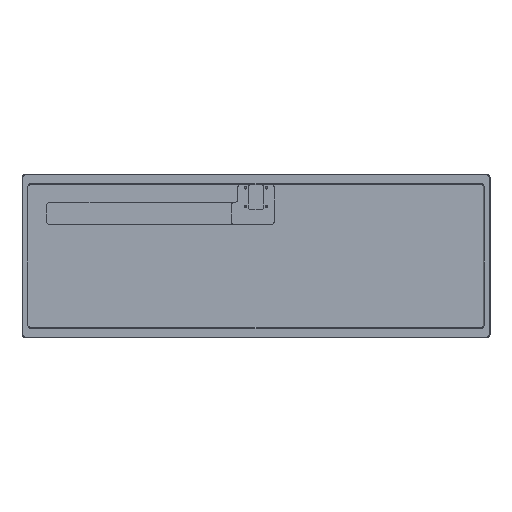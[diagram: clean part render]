
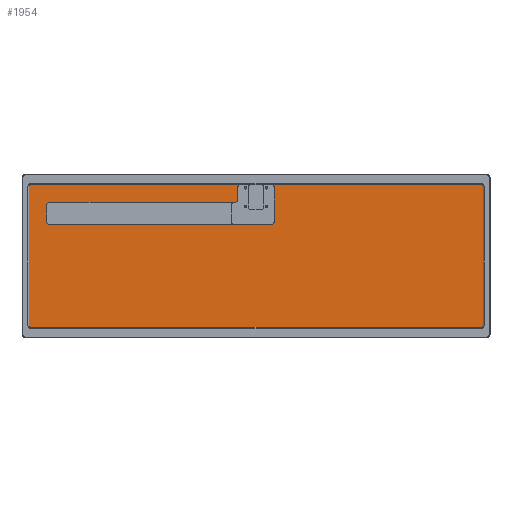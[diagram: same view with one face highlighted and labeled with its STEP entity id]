
A CAD part, top view. The second image highlights one B-rep face of the part: STEP entity #1954.
In plain terms, the highlighted planar face has unit normal (0, 0, 1).
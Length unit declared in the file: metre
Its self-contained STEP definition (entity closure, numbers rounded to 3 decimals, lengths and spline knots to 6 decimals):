
#114=CIRCLE('',#2120,0.0015);
#115=CIRCLE('',#2121,0.0015);
#116=CIRCLE('',#2122,0.0015);
#117=CIRCLE('',#2123,0.00225);
#118=CIRCLE('',#2124,0.00225);
#119=CIRCLE('',#2125,0.00225);
#120=CIRCLE('',#2126,0.00225);
#121=CIRCLE('',#2127,0.00225);
#122=CIRCLE('',#2128,0.00225);
#123=CIRCLE('',#2129,0.0015);
#304=ORIENTED_EDGE('',*,*,#864,.F.);
#305=ORIENTED_EDGE('',*,*,#865,.T.);
#306=ORIENTED_EDGE('',*,*,#866,.F.);
#307=ORIENTED_EDGE('',*,*,#867,.T.);
#308=ORIENTED_EDGE('',*,*,#868,.T.);
#309=ORIENTED_EDGE('',*,*,#869,.T.);
#310=ORIENTED_EDGE('',*,*,#826,.T.);
#311=ORIENTED_EDGE('',*,*,#870,.T.);
#312=ORIENTED_EDGE('',*,*,#871,.T.);
#313=ORIENTED_EDGE('',*,*,#872,.T.);
#314=ORIENTED_EDGE('',*,*,#873,.F.);
#315=ORIENTED_EDGE('',*,*,#874,.T.);
#316=ORIENTED_EDGE('',*,*,#875,.T.);
#317=ORIENTED_EDGE('',*,*,#876,.T.);
#318=ORIENTED_EDGE('',*,*,#877,.T.);
#319=ORIENTED_EDGE('',*,*,#878,.T.);
#320=ORIENTED_EDGE('',*,*,#879,.F.);
#321=ORIENTED_EDGE('',*,*,#880,.T.);
#322=ORIENTED_EDGE('',*,*,#818,.T.);
#323=ORIENTED_EDGE('',*,*,#881,.T.);
#818=EDGE_CURVE('',#1104,#1103,#1275,.T.);
#826=EDGE_CURVE('',#1100,#1111,#1283,.T.);
#864=EDGE_CURVE('',#1138,#1139,#1303,.T.);
#865=EDGE_CURVE('',#1138,#1140,#114,.T.);
#866=EDGE_CURVE('',#1141,#1140,#1304,.T.);
#867=EDGE_CURVE('',#1141,#1142,#115,.T.);
#868=EDGE_CURVE('',#1142,#1143,#1305,.T.);
#869=EDGE_CURVE('',#1143,#1100,#116,.T.);
#870=EDGE_CURVE('',#1111,#1144,#117,.F.);
#871=EDGE_CURVE('',#1144,#1145,#1306,.T.);
#872=EDGE_CURVE('',#1145,#1146,#118,.F.);
#873=EDGE_CURVE('',#1147,#1146,#1307,.T.);
#874=EDGE_CURVE('',#1147,#1148,#119,.F.);
#875=EDGE_CURVE('',#1148,#1149,#1308,.T.);
#876=EDGE_CURVE('',#1149,#1150,#120,.F.);
#877=EDGE_CURVE('',#1150,#1151,#1309,.T.);
#878=EDGE_CURVE('',#1151,#1152,#121,.T.);
#879=EDGE_CURVE('',#1153,#1152,#1310,.T.);
#880=EDGE_CURVE('',#1153,#1104,#122,.F.);
#881=EDGE_CURVE('',#1103,#1139,#123,.T.);
#1100=VERTEX_POINT('',#3010);
#1103=VERTEX_POINT('',#3015);
#1104=VERTEX_POINT('',#3017);
#1111=VERTEX_POINT('',#3031);
#1138=VERTEX_POINT('',#3102);
#1139=VERTEX_POINT('',#3103);
#1140=VERTEX_POINT('',#3105);
#1141=VERTEX_POINT('',#3107);
#1142=VERTEX_POINT('',#3109);
#1143=VERTEX_POINT('',#3111);
#1144=VERTEX_POINT('',#3114);
#1145=VERTEX_POINT('',#3116);
#1146=VERTEX_POINT('',#3118);
#1147=VERTEX_POINT('',#3120);
#1148=VERTEX_POINT('',#3122);
#1149=VERTEX_POINT('',#3124);
#1150=VERTEX_POINT('',#3126);
#1151=VERTEX_POINT('',#3128);
#1152=VERTEX_POINT('',#3130);
#1153=VERTEX_POINT('',#3132);
#1275=LINE('',#3016,#1455);
#1283=LINE('',#3032,#1463);
#1303=LINE('',#3101,#1483);
#1304=LINE('',#3106,#1484);
#1305=LINE('',#3110,#1485);
#1306=LINE('',#3115,#1486);
#1307=LINE('',#3119,#1487);
#1308=LINE('',#3123,#1488);
#1309=LINE('',#3127,#1489);
#1310=LINE('',#3131,#1490);
#1455=VECTOR('',#2364,1.);
#1463=VECTOR('',#2372,1.);
#1483=VECTOR('',#2438,1.);
#1484=VECTOR('',#2441,1.);
#1485=VECTOR('',#2444,1.);
#1486=VECTOR('',#2449,1.);
#1487=VECTOR('',#2452,1.);
#1488=VECTOR('',#2455,1.);
#1489=VECTOR('',#2458,1.);
#1490=VECTOR('',#2461,1.);
#1614=EDGE_LOOP('',(#304,#305,#306,#307,#308,#309,#310,#311,#312,#313,#314,
#315,#316,#317,#318,#319,#320,#321,#322,#323));
#1755=FACE_BOUND('',#1614,.T.);
#1894=PLANE('',#2119);
#1954=ADVANCED_FACE('',(#1755),#1894,.T.);
#2119=AXIS2_PLACEMENT_3D('',#3100,#2436,#2437);
#2120=AXIS2_PLACEMENT_3D('',#3104,#2439,#2440);
#2121=AXIS2_PLACEMENT_3D('',#3108,#2442,#2443);
#2122=AXIS2_PLACEMENT_3D('',#3112,#2445,#2446);
#2123=AXIS2_PLACEMENT_3D('',#3113,#2447,#2448);
#2124=AXIS2_PLACEMENT_3D('',#3117,#2450,#2451);
#2125=AXIS2_PLACEMENT_3D('',#3121,#2453,#2454);
#2126=AXIS2_PLACEMENT_3D('',#3125,#2456,#2457);
#2127=AXIS2_PLACEMENT_3D('',#3129,#2459,#2460);
#2128=AXIS2_PLACEMENT_3D('',#3133,#2462,#2463);
#2129=AXIS2_PLACEMENT_3D('',#3134,#2464,#2465);
#2364=DIRECTION('',(-1.,0.,0.));
#2372=DIRECTION('',(-1.,0.,0.));
#2436=DIRECTION('',(0.,0.,1.));
#2437=DIRECTION('',(1.,0.,0.));
#2438=DIRECTION('',(0.,1.,0.));
#2439=DIRECTION('',(0.,0.,1.));
#2440=DIRECTION('',(0.,-1.,0.));
#2441=DIRECTION('',(-1.,0.,0.));
#2442=DIRECTION('',(0.,0.,1.));
#2443=DIRECTION('',(0.,-1.,0.));
#2444=DIRECTION('',(0.,1.,0.));
#2445=DIRECTION('',(0.,0.,1.));
#2446=DIRECTION('',(0.,-1.,0.));
#2447=DIRECTION('',(0.,0.,1.));
#2448=DIRECTION('',(0.,-1.,0.));
#2449=DIRECTION('',(0.,-1.,0.));
#2450=DIRECTION('',(0.,0.,1.));
#2451=DIRECTION('',(0.,-1.,0.));
#2452=DIRECTION('',(1.,0.,0.));
#2453=DIRECTION('',(0.,0.,1.));
#2454=DIRECTION('',(0.,-1.,0.));
#2455=DIRECTION('',(0.,1.,0.));
#2456=DIRECTION('',(0.,0.,1.));
#2457=DIRECTION('',(0.,-1.,0.));
#2458=DIRECTION('',(1.,0.,0.));
#2459=DIRECTION('',(0.,0.,1.));
#2460=DIRECTION('',(0.,-1.,0.));
#2461=DIRECTION('',(0.,-1.,0.));
#2462=DIRECTION('',(0.,0.,1.));
#2463=DIRECTION('',(0.,-1.,0.));
#2464=DIRECTION('',(0.,0.,1.));
#2465=DIRECTION('',(0.,-1.,0.));
#3010=CARTESIAN_POINT('',(0.151375,0.0481,0.012347));
#3015=CARTESIAN_POINT('',(-0.151375,0.0481,0.012347));
#3016=CARTESIAN_POINT('',(0.,0.0481,0.012347));
#3017=CARTESIAN_POINT('',(-0.01,0.0481,0.012347));
#3031=CARTESIAN_POINT('',(0.01,0.0481,0.012347));
#3032=CARTESIAN_POINT('',(0.,0.0481,0.012347));
#3100=CARTESIAN_POINT('',(0.,0.,0.012347));
#3101=CARTESIAN_POINT('',(-0.152875,0.,0.012347));
#3102=CARTESIAN_POINT('',(-0.152875,-0.0466,0.012347));
#3103=CARTESIAN_POINT('',(-0.152875,0.0466,0.012347));
#3104=CARTESIAN_POINT('',(-0.151375,-0.0466,0.012347));
#3105=CARTESIAN_POINT('',(-0.151375,-0.0481,0.012347));
#3106=CARTESIAN_POINT('',(0.,-0.0481,0.012347));
#3107=CARTESIAN_POINT('',(0.151375,-0.0481,0.012347));
#3108=CARTESIAN_POINT('',(0.151375,-0.0466,0.012347));
#3109=CARTESIAN_POINT('',(0.152875,-0.0466,0.012347));
#3110=CARTESIAN_POINT('',(0.152875,0.,0.012347));
#3111=CARTESIAN_POINT('',(0.152875,0.0466,0.012347));
#3112=CARTESIAN_POINT('',(0.151375,0.0466,0.012347));
#3113=CARTESIAN_POINT('',(0.01,0.04585,0.012347));
#3114=CARTESIAN_POINT('',(0.01225,0.04585,0.012347));
#3115=CARTESIAN_POINT('',(0.01225,0.0346,0.012347));
#3116=CARTESIAN_POINT('',(0.01225,0.02335,0.012347));
#3117=CARTESIAN_POINT('',(0.01,0.02335,0.012347));
#3118=CARTESIAN_POINT('',(0.01,0.0211,0.012347));
#3119=CARTESIAN_POINT('',(-0.126113,0.0211,0.012347));
#3120=CARTESIAN_POINT('',(-0.138625,0.0211,0.012347));
#3121=CARTESIAN_POINT('',(-0.138625,0.02335,0.012347));
#3122=CARTESIAN_POINT('',(-0.140875,0.02335,0.012347));
#3123=CARTESIAN_POINT('',(-0.140875,0.0286,0.012347));
#3124=CARTESIAN_POINT('',(-0.140875,0.03385,0.012347));
#3125=CARTESIAN_POINT('',(-0.138625,0.03385,0.012347));
#3126=CARTESIAN_POINT('',(-0.138625,0.0361,0.012347));
#3127=CARTESIAN_POINT('',(-0.06105,0.0361,0.012347));
#3128=CARTESIAN_POINT('',(-0.0145,0.0361,0.012347));
#3129=CARTESIAN_POINT('',(-0.0145,0.03835,0.012347));
#3130=CARTESIAN_POINT('',(-0.01225,0.03835,0.012347));
#3131=CARTESIAN_POINT('',(-0.01225,0.0421,0.012347));
#3132=CARTESIAN_POINT('',(-0.01225,0.04585,0.012347));
#3133=CARTESIAN_POINT('',(-0.01,0.04585,0.012347));
#3134=CARTESIAN_POINT('',(-0.151375,0.0466,0.012347));
